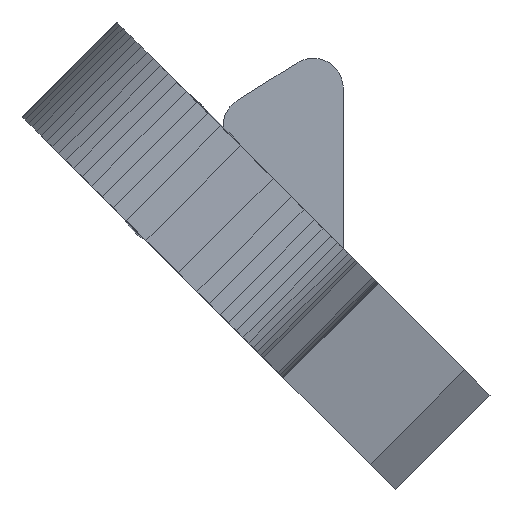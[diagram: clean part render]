
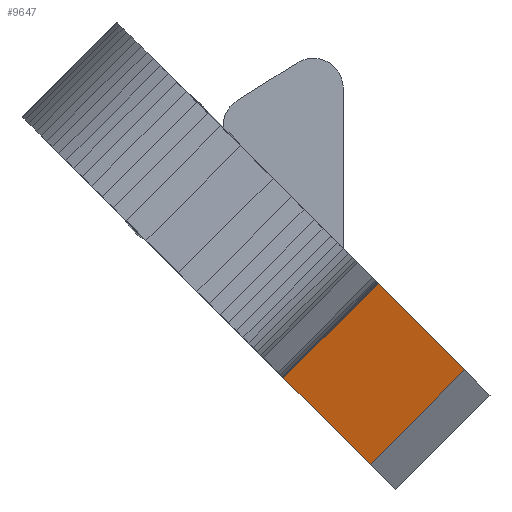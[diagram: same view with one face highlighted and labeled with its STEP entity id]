
A CAD part, top view. The second image highlights one B-rep face of the part: STEP entity #9647.
In plain terms, the highlighted free-form (B-spline) face has degree [1, 1] with [2, 2] control points.
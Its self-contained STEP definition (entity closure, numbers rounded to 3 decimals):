
#78 = B_SPLINE_SURFACE_WITH_KNOTS('',1,1,(
    (#79,#80)
    ,(#81,#82)),.UNSPECIFIED.,.F.,.F.,.F.,(2,2),(2,2),(-33.454,
    0.),(-10.091,5.853),
  .PIECEWISE_BEZIER_KNOTS.);
#79 = CARTESIAN_POINT('',(15.691,-57.263,
    81.981));
#80 = CARTESIAN_POINT('',(7.719,-49.291,93.255
    ));
#81 = CARTESIAN_POINT('',(-1.036,-40.536,
    58.325));
#82 = CARTESIAN_POINT('',(-9.008,-32.564,
    69.599));
#126 = B_SPLINE_SURFACE_WITH_KNOTS('',1,1,(
    (#127,#128)
    ,(#129,#130
    )),.UNSPECIFIED.,.F.,.F.,.F.,(2,2),(2,2),(-33.454,
    0.),(-10.091,5.853),
  .PIECEWISE_BEZIER_KNOTS.);
#127 = CARTESIAN_POINT('',(10.175,-62.779,
    81.981));
#128 = CARTESIAN_POINT('',(2.203,-54.807,93.255
    ));
#129 = CARTESIAN_POINT('',(-6.552,-46.052,
    58.325));
#130 = CARTESIAN_POINT('',(-14.524,-38.08,
    69.599));
#2764 = VERTEX_POINT('',#2765);
#2765 = CARTESIAN_POINT('',(-6.606,-45.997,
    62.414));
#2777 = B_SPLINE_SURFACE_WITH_KNOTS('',1,1,(
    (#2778,#2779)
    ,(#2780,#2781
    )),.UNSPECIFIED.,.F.,.F.,.F.,(2,2),(2,2),(0.,
    7.146),(-6.,0.),.PIECEWISE_BEZIER_KNOTS.);
#2778 = CARTESIAN_POINT('',(-1.091,-40.482,
    62.414));
#2779 = CARTESIAN_POINT('',(-6.606,-45.997,
    62.414));
#2780 = CARTESIAN_POINT('',(-4.664,-36.909,
    67.466));
#2781 = CARTESIAN_POINT('',(-10.179,-42.424,
    67.466));
#2788 = EDGE_CURVE('',#2789,#2764,#2791,.T.);
#2789 = VERTEX_POINT('',#2790);
#2790 = CARTESIAN_POINT('',(8.703,-61.306,
    84.064));
#2791 = SURFACE_CURVE('',#2792,(#2795,#2801),.PCURVE_S1.);
#2792 = B_SPLINE_CURVE_WITH_KNOTS('',1,(#2793,#2794),.UNSPECIFIED.,.F.,
  .F.,(2,2),(0.,30.618),.PIECEWISE_BEZIER_KNOTS.);
#2793 = CARTESIAN_POINT('',(8.703,-61.306,
    84.064));
#2794 = CARTESIAN_POINT('',(-6.606,-45.997,
    62.414));
#2795 = PCURVE('',#126,#2796);
#2796 = DEFINITIONAL_REPRESENTATION('',(#2797),#2800);
#2797 = B_SPLINE_CURVE_WITH_KNOTS('',1,(#2798,#2799),.UNSPECIFIED.,.F.,
  .F.,(2,2),(0.,30.618),
  .PIECEWISE_BEZIER_KNOTS.);
#2798 = CARTESIAN_POINT('',(-33.454,-7.146));
#2799 = CARTESIAN_POINT('',(-2.836,-7.146));
#2800 = ( GEOMETRIC_REPRESENTATION_CONTEXT(2) 
PARAMETRIC_REPRESENTATION_CONTEXT() REPRESENTATION_CONTEXT('2D SPACE',''
  ) );
#2801 = PCURVE('',#2802,#2807);
#2802 = B_SPLINE_SURFACE_WITH_KNOTS('',1,1,(
    (#2803,#2804)
    ,(#2805,#2806
    )),.UNSPECIFIED.,.F.,.F.,.F.,(2,2),(2,2),(0.,
    30.618),(-6.,0.),.PIECEWISE_BEZIER_KNOTS.);
#2803 = CARTESIAN_POINT('',(14.218,-55.791,
    84.064));
#2804 = CARTESIAN_POINT('',(8.703,-61.306,
    84.064));
#2805 = CARTESIAN_POINT('',(-1.091,-40.482,
    62.414));
#2806 = CARTESIAN_POINT('',(-6.606,-45.997,
    62.414));
#2807 = DEFINITIONAL_REPRESENTATION('',(#2808),#2811);
#2808 = B_SPLINE_CURVE_WITH_KNOTS('',1,(#2809,#2810),.UNSPECIFIED.,.F.,
  .F.,(2,2),(0.,30.618),
  .PIECEWISE_BEZIER_KNOTS.);
#2809 = CARTESIAN_POINT('',(0.,0.));
#2810 = CARTESIAN_POINT('',(30.618,0.));
#2811 = ( GEOMETRIC_REPRESENTATION_CONTEXT(2) 
PARAMETRIC_REPRESENTATION_CONTEXT() REPRESENTATION_CONTEXT('2D SPACE',''
  ) );
#2827 = B_SPLINE_SURFACE_WITH_KNOTS('',1,1,(
    (#2828,#2829)
    ,(#2830,#2831
    )),.UNSPECIFIED.,.F.,.F.,.F.,(2,2),(2,2),(0.,
    2.946),(-6.,0.),.PIECEWISE_BEZIER_KNOTS.);
#2828 = CARTESIAN_POINT('',(15.691,-57.263,
    81.981));
#2829 = CARTESIAN_POINT('',(10.175,-62.779,
    81.981));
#2830 = CARTESIAN_POINT('',(14.218,-55.791,
    84.064));
#2831 = CARTESIAN_POINT('',(8.703,-61.306,
    84.064));
#4761 = VERTEX_POINT('',#4762);
#4762 = CARTESIAN_POINT('',(-1.091,-40.482,
    62.414));
#4780 = EDGE_CURVE('',#4781,#4761,#4783,.T.);
#4781 = VERTEX_POINT('',#4782);
#4782 = CARTESIAN_POINT('',(14.218,-55.791,
    84.064));
#4783 = SURFACE_CURVE('',#4784,(#4787,#4793),.PCURVE_S1.);
#4784 = B_SPLINE_CURVE_WITH_KNOTS('',1,(#4785,#4786),.UNSPECIFIED.,.F.,
  .F.,(2,2),(0.,30.618),.PIECEWISE_BEZIER_KNOTS.);
#4785 = CARTESIAN_POINT('',(14.218,-55.791,
    84.064));
#4786 = CARTESIAN_POINT('',(-1.091,-40.482,
    62.414));
#4787 = PCURVE('',#78,#4788);
#4788 = DEFINITIONAL_REPRESENTATION('',(#4789),#4792);
#4789 = B_SPLINE_CURVE_WITH_KNOTS('',1,(#4790,#4791),.UNSPECIFIED.,.F.,
  .F.,(2,2),(0.,30.618),
  .PIECEWISE_BEZIER_KNOTS.);
#4790 = CARTESIAN_POINT('',(-33.454,-7.146));
#4791 = CARTESIAN_POINT('',(-2.836,-7.146));
#4792 = ( GEOMETRIC_REPRESENTATION_CONTEXT(2) 
PARAMETRIC_REPRESENTATION_CONTEXT() REPRESENTATION_CONTEXT('2D SPACE',''
  ) );
#4793 = PCURVE('',#2802,#4794);
#4794 = DEFINITIONAL_REPRESENTATION('',(#4795),#4798);
#4795 = B_SPLINE_CURVE_WITH_KNOTS('',1,(#4796,#4797),.UNSPECIFIED.,.F.,
  .F.,(2,2),(0.,30.618),
  .PIECEWISE_BEZIER_KNOTS.);
#4796 = CARTESIAN_POINT('',(0.,-6.));
#4797 = CARTESIAN_POINT('',(30.618,-6.));
#4798 = ( GEOMETRIC_REPRESENTATION_CONTEXT(2) 
PARAMETRIC_REPRESENTATION_CONTEXT() REPRESENTATION_CONTEXT('2D SPACE',''
  ) );
#9629 = EDGE_CURVE('',#2789,#4781,#9630,.T.);
#9630 = SURFACE_CURVE('',#9631,(#9634,#9640),.PCURVE_S1.);
#9631 = B_SPLINE_CURVE_WITH_KNOTS('',1,(#9632,#9633),.UNSPECIFIED.,.F.,
  .F.,(2,2),(0.,6.),.PIECEWISE_BEZIER_KNOTS.);
#9632 = CARTESIAN_POINT('',(8.703,-61.306,
    84.064));
#9633 = CARTESIAN_POINT('',(14.218,-55.791,
    84.064));
#9634 = PCURVE('',#2827,#9635);
#9635 = DEFINITIONAL_REPRESENTATION('',(#9636),#9639);
#9636 = B_SPLINE_CURVE_WITH_KNOTS('',1,(#9637,#9638),.UNSPECIFIED.,.F.,
  .F.,(2,2),(0.,6.),.PIECEWISE_BEZIER_KNOTS.);
#9637 = CARTESIAN_POINT('',(2.946,0.));
#9638 = CARTESIAN_POINT('',(2.946,-6.));
#9639 = ( GEOMETRIC_REPRESENTATION_CONTEXT(2) 
PARAMETRIC_REPRESENTATION_CONTEXT() REPRESENTATION_CONTEXT('2D SPACE',''
  ) );
#9640 = PCURVE('',#2802,#9641);
#9641 = DEFINITIONAL_REPRESENTATION('',(#9642),#9645);
#9642 = B_SPLINE_CURVE_WITH_KNOTS('',1,(#9643,#9644),.UNSPECIFIED.,.F.,
  .F.,(2,2),(0.,6.),.PIECEWISE_BEZIER_KNOTS.);
#9643 = CARTESIAN_POINT('',(0.,0.));
#9644 = CARTESIAN_POINT('',(0.,-6.));
#9645 = ( GEOMETRIC_REPRESENTATION_CONTEXT(2) 
PARAMETRIC_REPRESENTATION_CONTEXT() REPRESENTATION_CONTEXT('2D SPACE',''
  ) );
#9647 = ADVANCED_FACE('',(#9648),#2802,.T.);
#9648 = FACE_BOUND('',#9649,.T.);
#9649 = EDGE_LOOP('',(#9650,#9651,#9652,#9670));
#9650 = ORIENTED_EDGE('',*,*,#9629,.T.);
#9651 = ORIENTED_EDGE('',*,*,#4780,.T.);
#9652 = ORIENTED_EDGE('',*,*,#9653,.F.);
#9653 = EDGE_CURVE('',#2764,#4761,#9654,.T.);
#9654 = SURFACE_CURVE('',#9655,(#9658,#9664),.PCURVE_S1.);
#9655 = B_SPLINE_CURVE_WITH_KNOTS('',1,(#9656,#9657),.UNSPECIFIED.,.F.,
  .F.,(2,2),(0.,6.),.PIECEWISE_BEZIER_KNOTS.);
#9656 = CARTESIAN_POINT('',(-6.606,-45.997,
    62.414));
#9657 = CARTESIAN_POINT('',(-1.091,-40.482,
    62.414));
#9658 = PCURVE('',#2802,#9659);
#9659 = DEFINITIONAL_REPRESENTATION('',(#9660),#9663);
#9660 = B_SPLINE_CURVE_WITH_KNOTS('',1,(#9661,#9662),.UNSPECIFIED.,.F.,
  .F.,(2,2),(0.,6.),.PIECEWISE_BEZIER_KNOTS.);
#9661 = CARTESIAN_POINT('',(30.618,0.));
#9662 = CARTESIAN_POINT('',(30.618,-6.));
#9663 = ( GEOMETRIC_REPRESENTATION_CONTEXT(2) 
PARAMETRIC_REPRESENTATION_CONTEXT() REPRESENTATION_CONTEXT('2D SPACE',''
  ) );
#9664 = PCURVE('',#2777,#9665);
#9665 = DEFINITIONAL_REPRESENTATION('',(#9666),#9669);
#9666 = B_SPLINE_CURVE_WITH_KNOTS('',1,(#9667,#9668),.UNSPECIFIED.,.F.,
  .F.,(2,2),(0.,6.),.PIECEWISE_BEZIER_KNOTS.);
#9667 = CARTESIAN_POINT('',(0.,0.));
#9668 = CARTESIAN_POINT('',(0.,-6.));
#9669 = ( GEOMETRIC_REPRESENTATION_CONTEXT(2) 
PARAMETRIC_REPRESENTATION_CONTEXT() REPRESENTATION_CONTEXT('2D SPACE',''
  ) );
#9670 = ORIENTED_EDGE('',*,*,#2788,.F.);
